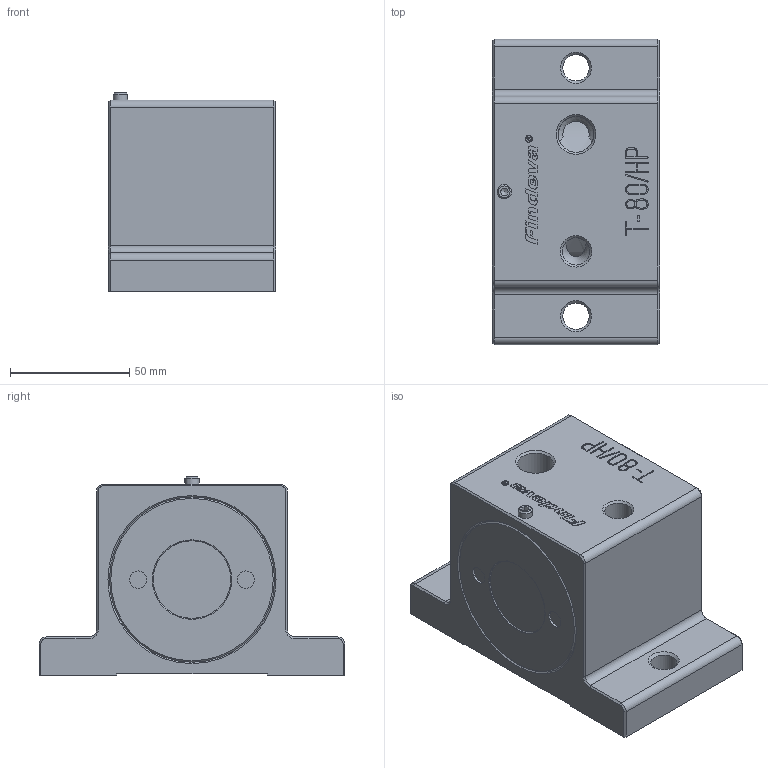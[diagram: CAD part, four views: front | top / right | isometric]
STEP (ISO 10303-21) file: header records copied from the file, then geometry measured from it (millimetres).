
FILE_DESCRIPTION((''),'2;1');
FILE_NAME('8080-20-M.stp','2012-03-29T10:46:26',('Petr'),(''),'Autodesk Inventor 2011','Autodesk Inventor 2011','');
FILE_SCHEMA(('CONFIG_CONTROL_DESIGN'));
Length unit declared in the file: millimetre
Products named in the file (1): 8080-20-M
Bounding box: 70 x 128 x 83 mm (x, y, z)
Volume: 484263.9 mm3; surface area: 45874.3 mm2
Topology: 1 solids, 2 shells, 369 faces, 941 edges, 618 vertices
Faces by surface type: plane 231, cylinder 97, cone 26, bspline 12, torus 3
Full cylindrical faces by diameter (mm): 2.682 x1, 2.982 x1, 4.917 x1, 6 x1, 7.2 x2, 11 x2, 11.445 x1, 14.95 x1, 32.5 x1, 33.3 x1, 55 x1, 60.27 x1, 62 x1
Entity records: 11427 total; most frequent: CARTESIAN_POINT 2274, ORIENTED_EDGE 1798, DIRECTION 1794, EDGE_CURVE 899, VECTOR 640, LINE 640, VERTEX_POINT 605, AXIS2_PLACEMENT_3D 577
